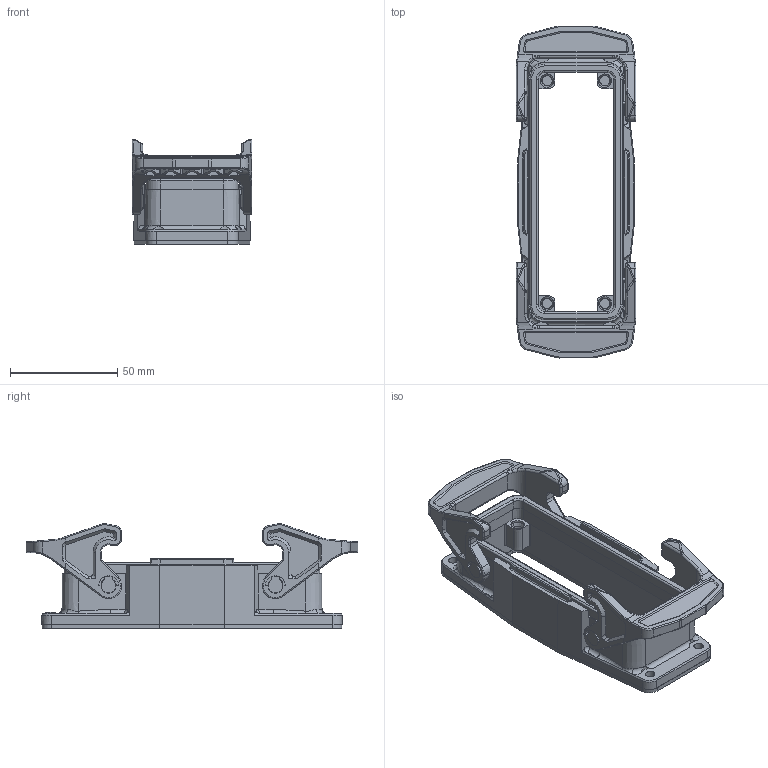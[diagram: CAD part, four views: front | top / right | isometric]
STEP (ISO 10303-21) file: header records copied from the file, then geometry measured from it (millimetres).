
FILE_DESCRIPTION(('CATIA V5 STEP Exchange','CAx-IF Rec.Pracs.--- Model Styling and Organization---1.5--- 2016-08-15','CAx-IF Rec.Pracs.---Supplemental Geometry---1.0---2011-11-01','CAx-IF Rec.Pracs.--- Composite Materials ---1.1---2010-07-15'),'2;1');
FILE_NAME ('2097232-4_0', '2025-02-24T06:18:17+00:00', ('none'), ('Weidmueller'), 'CATIA Version 5-6 Release 2022 SP4 HF5', 'CATIA V5 STEP AP214 v3', 'none');
FILE_SCHEMA(('AUTOMOTIVE_DESIGN { 1 0 10303 214 1 1 1 1 }'));
Length unit declared in the file: millimetre
Products named in the file (1): 3107140000
Bounding box: 56 x 155 x 49.01 mm (x, y, z)
Volume: 83175.1 mm3; surface area: 41410.1 mm2
Topology: 1 solids, 1 shells, 1035 faces, 2991 edges, 1988 vertices
Faces by surface type: plane 412, cylinder 403, bspline 116, torus 68, cone 36
Entity records: 42153 total; most frequent: CARTESIAN_POINT 17910, ORIENTED_EDGE 5966, DIRECTION 3232, EDGE_CURVE 2983, VERTEX_POINT 1988, VECTOR 1337, LINE 1337, AXIS2_PLACEMENT_3D 1178
